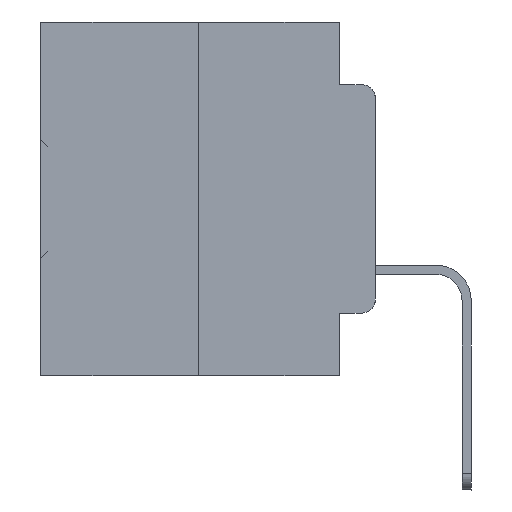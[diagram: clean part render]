
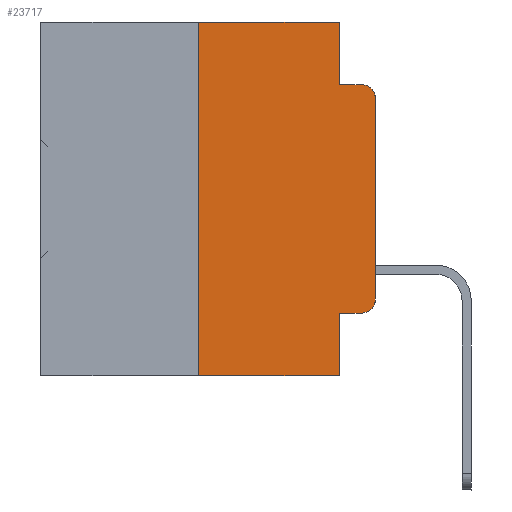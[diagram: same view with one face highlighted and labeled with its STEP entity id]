
A CAD part, left-side view. The second image highlights one B-rep face of the part: STEP entity #23717.
In plain terms, the highlighted planar face has unit normal (-1, 0, 0).
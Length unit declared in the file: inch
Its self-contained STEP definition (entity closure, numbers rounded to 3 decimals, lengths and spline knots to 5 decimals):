
#1318 = EDGE_CURVE ( 'NONE', #9658, #12737, #1904, .T. ) ;
#1904 = LINE ( 'NONE', #29517, #35107 ) ;
#1913 = CARTESIAN_POINT ( 'NONE',  ( 0., 0., 0. ) ) ;
#3187 = CARTESIAN_POINT ( 'NONE',  ( 0., 0.051, 0. ) ) ;
#4183 = PLANE ( 'NONE',  #31381 ) ;
#4195 = LINE ( 'NONE', #28956, #33686 ) ;
#4308 = VECTOR ( 'NONE', #22839, 39.37008 ) ;
#4897 = VERTEX_POINT ( 'NONE', #17363 ) ;
#5200 = LINE ( 'NONE', #1913, #4308 ) ;
#5978 = DIRECTION ( 'NONE',  ( 0., 0., -1. ) ) ;
#6323 = VERTEX_POINT ( 'NONE', #30850 ) ;
#6571 = EDGE_CURVE ( 'NONE', #4897, #13790, #15901, .T. ) ;
#6860 = CARTESIAN_POINT ( 'NONE',  ( 0., 0.02, -0.3915 ) ) ;
#6955 = CIRCLE ( 'NONE', #28705, 0.02 ) ;
#6963 = LINE ( 'NONE', #24701, #33616 ) ;
#7022 = VECTOR ( 'NONE', #36177, 39.37008 ) ;
#7071 = DIRECTION ( 'NONE',  ( 0., 0., -1. ) ) ;
#7117 = EDGE_CURVE ( 'NONE', #17655, #12737, #6955, .T. ) ;
#7755 = CARTESIAN_POINT ( 'NONE',  ( 0., 0.051, -0.4115 ) ) ;
#8743 = ORIENTED_EDGE ( 'NONE', *, *, #15071, .T. ) ;
#8995 = FACE_OUTER_BOUND ( 'NONE', #36338, .T. ) ;
#9390 = CARTESIAN_POINT ( 'NONE',  ( 0., 0.25, 0. ) ) ;
#9658 = VERTEX_POINT ( 'NONE', #21520 ) ;
#9881 = DIRECTION ( 'NONE',  ( 0., 0., -1. ) ) ;
#10014 = LINE ( 'NONE', #29635, #28704 ) ;
#10234 = DIRECTION ( 'NONE',  ( 0., 0., -1. ) ) ;
#10415 = EDGE_CURVE ( 'NONE', #21896, #22465, #28985, .T. ) ;
#11739 = CARTESIAN_POINT ( 'NONE',  ( 0., 0., -0.1085 ) ) ;
#12394 = CARTESIAN_POINT ( 'NONE',  ( 0., 0.473, -0.5 ) ) ;
#12737 = VERTEX_POINT ( 'NONE', #20119 ) ;
#12822 = ORIENTED_EDGE ( 'NONE', *, *, #16644, .T. ) ;
#12921 = DIRECTION ( 'NONE',  ( 0., -1., 0. ) ) ;
#13790 = VERTEX_POINT ( 'NONE', #28149 ) ;
#14673 = EDGE_CURVE ( 'NONE', #4897, #22465, #37978, .T. ) ;
#14891 = DIRECTION ( 'NONE',  ( 0., -1., 0. ) ) ;
#15071 = EDGE_CURVE ( 'NONE', #6323, #17655, #5200, .T. ) ;
#15901 = LINE ( 'NONE', #9390, #7022 ) ;
#16477 = CARTESIAN_POINT ( 'NONE',  ( 0., 0.051, 0. ) ) ;
#16644 = EDGE_CURVE ( 'NONE', #30130, #6323, #28723, .T. ) ;
#17363 = CARTESIAN_POINT ( 'NONE',  ( 0., 0.25, -0.5 ) ) ;
#17655 = VERTEX_POINT ( 'NONE', #11739 ) ;
#19084 = ORIENTED_EDGE ( 'NONE', *, *, #14673, .T. ) ;
#19320 = ORIENTED_EDGE ( 'NONE', *, *, #31586, .F. ) ;
#20119 = CARTESIAN_POINT ( 'NONE',  ( 0., 0.02, -0.0885 ) ) ;
#20858 = DIRECTION ( 'NONE',  ( -1., 0., 0. ) ) ;
#21511 = DIRECTION ( 'NONE',  ( -1., 0., 0. ) ) ;
#21513 = VERTEX_POINT ( 'NONE', #3187 ) ;
#21520 = CARTESIAN_POINT ( 'NONE',  ( 0., 0.051, -0.0885 ) ) ;
#21681 = AXIS2_PLACEMENT_3D ( 'NONE', #6860, #21511, #9881 ) ;
#21896 = VERTEX_POINT ( 'NONE', #7755 ) ;
#22465 = VERTEX_POINT ( 'NONE', #25232 ) ;
#22839 = DIRECTION ( 'NONE',  ( 0., 0., 1. ) ) ;
#22865 = ORIENTED_EDGE ( 'NONE', *, *, #1318, .F. ) ;
#23345 = DIRECTION ( 'NONE',  ( 0., 0., -1. ) ) ;
#23717 = ADVANCED_FACE ( 'NONE', ( #8995 ), #4183, .F. ) ;
#24383 = ORIENTED_EDGE ( 'NONE', *, *, #6571, .F. ) ;
#24412 = ORIENTED_EDGE ( 'NONE', *, *, #32519, .T. ) ;
#24701 = CARTESIAN_POINT ( 'NONE',  ( 0., 0.051, -0.4115 ) ) ;
#25135 = CARTESIAN_POINT ( 'NONE',  ( 0., 0.473, 0. ) ) ;
#25232 = CARTESIAN_POINT ( 'NONE',  ( 0., 0.051, -0.5 ) ) ;
#28126 = DIRECTION ( 'NONE',  ( 1., 0., 0. ) ) ;
#28149 = CARTESIAN_POINT ( 'NONE',  ( 0., 0.25, 0. ) ) ;
#28704 = VECTOR ( 'NONE', #5978, 39.37008 ) ;
#28705 = AXIS2_PLACEMENT_3D ( 'NONE', #38777, #20858, #23345 ) ;
#28723 = CIRCLE ( 'NONE', #21681, 0.02 ) ;
#28956 = CARTESIAN_POINT ( 'NONE',  ( 0., 0.473, 0. ) ) ;
#28985 = LINE ( 'NONE', #16477, #31801 ) ;
#29291 = EDGE_CURVE ( 'NONE', #21513, #9658, #10014, .T. ) ;
#29416 = ORIENTED_EDGE ( 'NONE', *, *, #10415, .F. ) ;
#29517 = CARTESIAN_POINT ( 'NONE',  ( 0., 0.051, -0.0885 ) ) ;
#29635 = CARTESIAN_POINT ( 'NONE',  ( 0., 0.051, 0. ) ) ;
#29726 = ORIENTED_EDGE ( 'NONE', *, *, #29291, .F. ) ;
#30130 = VERTEX_POINT ( 'NONE', #34034 ) ;
#30850 = CARTESIAN_POINT ( 'NONE',  ( 0., 0., -0.3915 ) ) ;
#31381 = AXIS2_PLACEMENT_3D ( 'NONE', #25135, #28126, #10234 ) ;
#31586 = EDGE_CURVE ( 'NONE', #13790, #21513, #4195, .T. ) ;
#31801 = VECTOR ( 'NONE', #7071, 39.37008 ) ;
#32519 = EDGE_CURVE ( 'NONE', #21896, #30130, #6963, .T. ) ;
#32912 = DIRECTION ( 'NONE',  ( 0., -1., 0. ) ) ;
#33616 = VECTOR ( 'NONE', #12921, 39.37008 ) ;
#33686 = VECTOR ( 'NONE', #38393, 39.37008 ) ;
#34034 = CARTESIAN_POINT ( 'NONE',  ( 0., 0.02, -0.4115 ) ) ;
#34703 = VECTOR ( 'NONE', #32912, 39.37008 ) ;
#35107 = VECTOR ( 'NONE', #14891, 39.37008 ) ;
#36177 = DIRECTION ( 'NONE',  ( 0., 0., 1. ) ) ;
#36338 = EDGE_LOOP ( 'NONE', ( #8743, #37963, #22865, #29726, #19320, #24383, #19084, #29416, #24412, #12822 ) ) ;
#37963 = ORIENTED_EDGE ( 'NONE', *, *, #7117, .T. ) ;
#37978 = LINE ( 'NONE', #12394, #34703 ) ;
#38393 = DIRECTION ( 'NONE',  ( 0., -1., 0. ) ) ;
#38777 = CARTESIAN_POINT ( 'NONE',  ( 0., 0.02, -0.1085 ) ) ;
